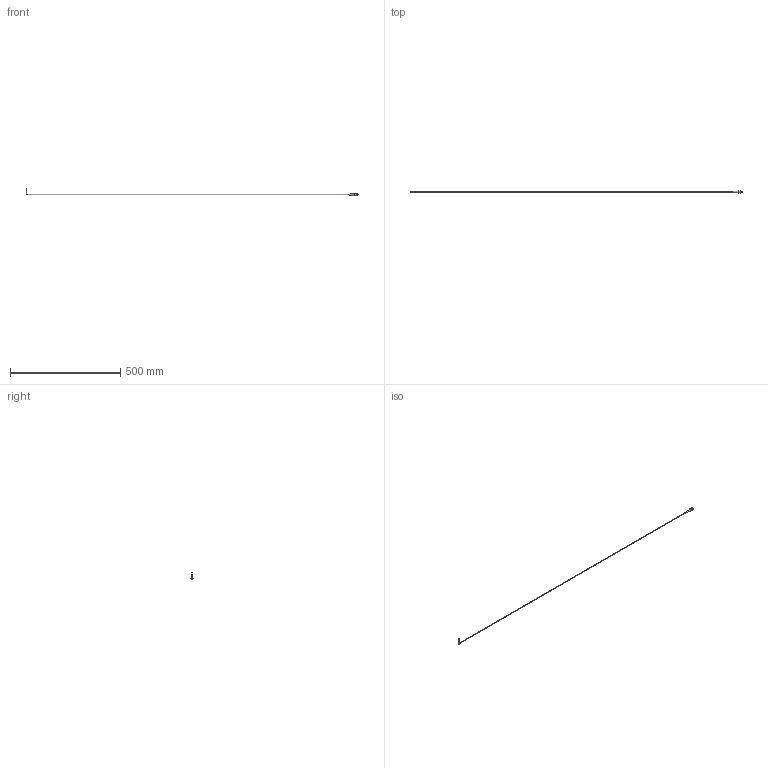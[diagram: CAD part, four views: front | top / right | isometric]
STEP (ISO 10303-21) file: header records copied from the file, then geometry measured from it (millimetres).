
FILE_DESCRIPTION( ( 'STEP AP214' ), '1' );
FILE_NAME( 'EPSSZL-01.7X030N150.step', '2020-11-19T06:31:58', ( ' ' ), ( ' ' ), 'XStep 1.0', ' ', ' ' );
FILE_SCHEMA( ( 'automotive_design' ) );
Length unit declared in the file: millimetre
Products named in the file (1): 1
Bounding box: 1505.5 x 9.78 x 32.84 mm (x, y, z)
Volume: 15305.8 mm3; surface area: 17409 mm2
Topology: 1 solids, 2 shells, 50 faces, 108 edges, 72 vertices
Faces by surface type: plane 28, cylinder 18, cone 4
Full cylindrical faces by diameter (mm): 1.7 x1, 2.5 x1, 2.8 x2, 3 x1, 3.4 x1, 4.35 x1, 5 x1, 5.1 x1, 5.9 x1, 6 x1, 7 x1, 7.2 x1, 9.1 x1, 9.8 x1
Entity records: 1629 total; most frequent: DIRECTION 221, CARTESIAN_POINT 211, ORIENTED_EDGE 162, AXIS2_PLACEMENT_3D 93, EDGE_CURVE 81, EDGE_LOOP 80, FACE_OUTER_BOUND 65, VERTEX_POINT 63
